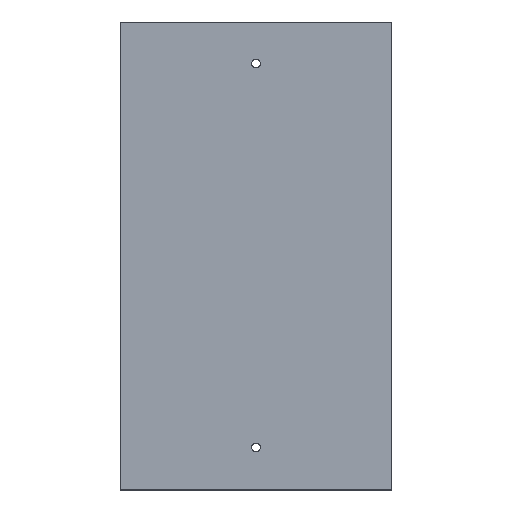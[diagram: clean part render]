
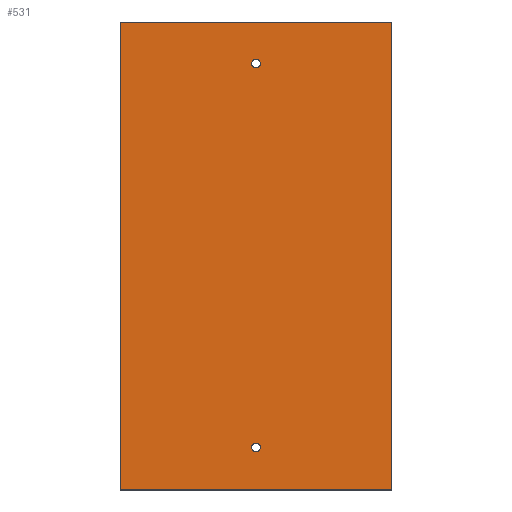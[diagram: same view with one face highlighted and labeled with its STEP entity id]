
A CAD part, top view. The second image highlights one B-rep face of the part: STEP entity #531.
In plain terms, the highlighted planar face has unit normal (0, 0, 1).
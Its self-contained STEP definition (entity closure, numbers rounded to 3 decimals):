
#4 = ORIENTED_EDGE ( 'NONE', *, *, #285, .T. ) ;
#13 = EDGE_CURVE ( 'NONE', #126, #108, #26, .T. ) ;
#26 = LINE ( 'NONE', #458, #401 ) ;
#35 = LINE ( 'NONE', #457, #109 ) ;
#48 = DIRECTION ( 'NONE',  ( 0., 0., -1. ) ) ;
#66 = EDGE_CURVE ( 'NONE', #578, #504, #343, .T. ) ;
#85 = DIRECTION ( 'NONE',  ( -1., 0., 0. ) ) ;
#86 = VERTEX_POINT ( 'NONE', #693 ) ;
#101 = CARTESIAN_POINT ( 'NONE',  ( -47.812, -47.812, 20. ) ) ;
#108 = VERTEX_POINT ( 'NONE', #155 ) ;
#109 = VECTOR ( 'NONE', #303, 1000. ) ;
#120 = CIRCLE ( 'NONE', #503, 1.5 ) ;
#122 = AXIS2_PLACEMENT_3D ( 'NONE', #226, #388, #444 ) ;
#126 = VERTEX_POINT ( 'NONE', #136 ) ;
#135 = CARTESIAN_POINT ( 'NONE',  ( 1.5, 102.167, 20. ) ) ;
#136 = CARTESIAN_POINT ( 'NONE',  ( -47.812, 116.812, 20. ) ) ;
#145 = CARTESIAN_POINT ( 'NONE',  ( 0., -32.833, 20. ) ) ;
#155 = CARTESIAN_POINT ( 'NONE',  ( -47.812, -47.812, 20. ) ) ;
#167 = EDGE_CURVE ( 'NONE', #486, #532, #35, .T. ) ;
#172 = CIRCLE ( 'NONE', #560, 1.5 ) ;
#189 = EDGE_CURVE ( 'NONE', #86, #477, #120, .T. ) ;
#194 = FACE_BOUND ( 'NONE', #309, .T. ) ;
#207 = CARTESIAN_POINT ( 'NONE',  ( 0., 102.167, 20. ) ) ;
#226 = CARTESIAN_POINT ( 'NONE',  ( 0., -32.833, 20. ) ) ;
#252 = EDGE_CURVE ( 'NONE', #532, #126, #431, .T. ) ;
#285 = EDGE_CURVE ( 'NONE', #108, #486, #587, .T. ) ;
#295 = ORIENTED_EDGE ( 'NONE', *, *, #66, .T. ) ;
#303 = DIRECTION ( 'NONE',  ( 0., 1., 0. ) ) ;
#309 = EDGE_LOOP ( 'NONE', ( #555, #394 ) ) ;
#312 = DIRECTION ( 'NONE',  ( -1., 0., 0. ) ) ;
#321 = VECTOR ( 'NONE', #536, 1000. ) ;
#336 = EDGE_CURVE ( 'NONE', #504, #578, #172, .T. ) ;
#343 = CIRCLE ( 'NONE', #538, 1.5 ) ;
#345 = DIRECTION ( 'NONE',  ( 0., 0., -1. ) ) ;
#384 = CARTESIAN_POINT ( 'NONE',  ( -1.5, 102.167, 20. ) ) ;
#388 = DIRECTION ( 'NONE',  ( 0., 0., -1. ) ) ;
#393 = CARTESIAN_POINT ( 'NONE',  ( -1.5, -32.833, 20. ) ) ;
#394 = ORIENTED_EDGE ( 'NONE', *, *, #189, .T. ) ;
#401 = VECTOR ( 'NONE', #679, 1000. ) ;
#402 = CARTESIAN_POINT ( 'NONE',  ( 0., 0., 20. ) ) ;
#405 = ORIENTED_EDGE ( 'NONE', *, *, #167, .T. ) ;
#409 = FACE_OUTER_BOUND ( 'NONE', #535, .T. ) ;
#419 = ORIENTED_EDGE ( 'NONE', *, *, #252, .T. ) ;
#422 = ORIENTED_EDGE ( 'NONE', *, *, #13, .T. ) ;
#423 = DIRECTION ( 'NONE',  ( -1., 0., 0. ) ) ;
#427 = DIRECTION ( 'NONE',  ( 0., 0., -1. ) ) ;
#431 = LINE ( 'NONE', #637, #321 ) ;
#444 = DIRECTION ( 'NONE',  ( -1., 0., 0. ) ) ;
#450 = PLANE ( 'NONE',  #699 ) ;
#457 = CARTESIAN_POINT ( 'NONE',  ( 47.812, 116.812, 20. ) ) ;
#458 = CARTESIAN_POINT ( 'NONE',  ( -47.812, 116.812, 20. ) ) ;
#460 = DIRECTION ( 'NONE',  ( 0., 0., 1. ) ) ;
#467 = EDGE_CURVE ( 'NONE', #477, #86, #513, .T. ) ;
#477 = VERTEX_POINT ( 'NONE', #393 ) ;
#486 = VERTEX_POINT ( 'NONE', #549 ) ;
#503 = AXIS2_PLACEMENT_3D ( 'NONE', #145, #345, #85 ) ;
#504 = VERTEX_POINT ( 'NONE', #384 ) ;
#505 = FACE_BOUND ( 'NONE', #561, .T. ) ;
#513 = CIRCLE ( 'NONE', #122, 1.5 ) ;
#518 = CARTESIAN_POINT ( 'NONE',  ( 47.812, 116.812, 20. ) ) ;
#531 = ADVANCED_FACE ( 'NONE', ( #409, #505, #194 ), #450, .T. ) ;
#532 = VERTEX_POINT ( 'NONE', #518 ) ;
#535 = EDGE_LOOP ( 'NONE', ( #419, #422, #4, #405 ) ) ;
#536 = DIRECTION ( 'NONE',  ( -1., 0., 0. ) ) ;
#538 = AXIS2_PLACEMENT_3D ( 'NONE', #638, #48, #312 ) ;
#549 = CARTESIAN_POINT ( 'NONE',  ( 47.812, -47.812, 20. ) ) ;
#555 = ORIENTED_EDGE ( 'NONE', *, *, #467, .T. ) ;
#560 = AXIS2_PLACEMENT_3D ( 'NONE', #207, #427, #423 ) ;
#561 = EDGE_LOOP ( 'NONE', ( #581, #295 ) ) ;
#578 = VERTEX_POINT ( 'NONE', #135 ) ;
#581 = ORIENTED_EDGE ( 'NONE', *, *, #336, .T. ) ;
#587 = LINE ( 'NONE', #101, #631 ) ;
#620 = DIRECTION ( 'NONE',  ( 1., 0., 0. ) ) ;
#631 = VECTOR ( 'NONE', #695, 1000. ) ;
#637 = CARTESIAN_POINT ( 'NONE',  ( -47.812, 116.812, 20. ) ) ;
#638 = CARTESIAN_POINT ( 'NONE',  ( 0., 102.167, 20. ) ) ;
#679 = DIRECTION ( 'NONE',  ( 0., -1., 0. ) ) ;
#693 = CARTESIAN_POINT ( 'NONE',  ( 1.5, -32.833, 20. ) ) ;
#695 = DIRECTION ( 'NONE',  ( 1., 0., 0. ) ) ;
#699 = AXIS2_PLACEMENT_3D ( 'NONE', #402, #460, #620 ) ;
